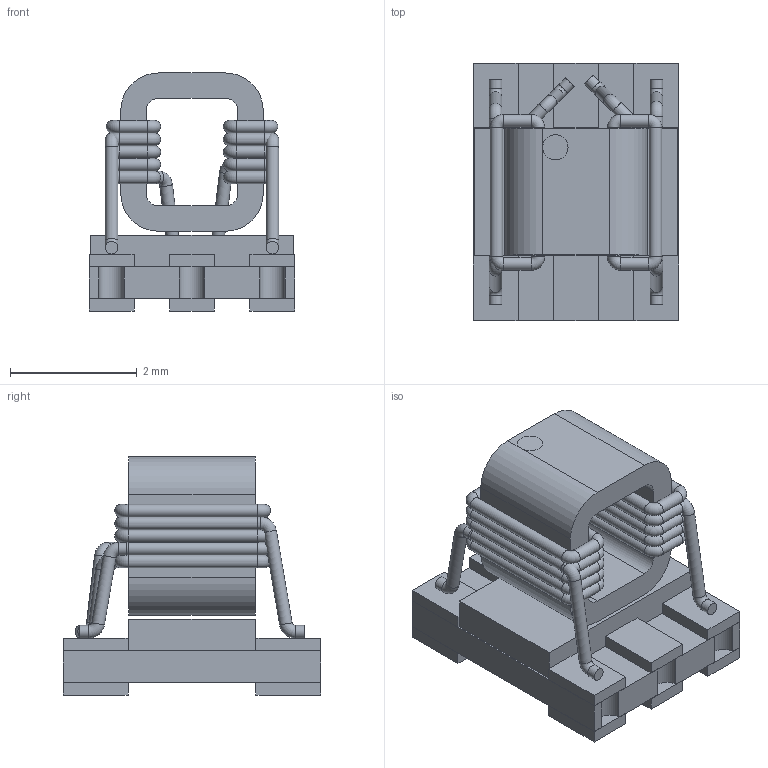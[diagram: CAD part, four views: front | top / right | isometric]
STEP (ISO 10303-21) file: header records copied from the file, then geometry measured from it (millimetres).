
FILE_DESCRIPTION(/* description */ (''),/* implementation_level */ '2;1');
FILE_NAME(/* name */ 'XFMR_MINI-CIRCUITS_DB714.stp',/* time_stamp */ '2017-01-17T11:58:27+01:00',/* author */ ('jchouvet'),/* organization */ (''),/* preprocessor_version */ 'ST-DEVELOPER v16.1',/* originating_system */ 'AutoCAD Mechanical',/* authorisation */ '');
FILE_SCHEMA (('AUTOMOTIVE_DESIGN { 1 0 10303 214 3 1 1 }'));
Length unit declared in the file: millimetre
Products named in the file (1): Product
Bounding box: 3.25 x 4.06 x 3.76 mm (x, y, z)
Volume: 19.3 mm3; surface area: 155.3 mm2
Topology: 32 solids, 32 shells, 241 faces, 488 edges, 291 vertices
Faces by surface type: plane 115, cylinder 74, torus 52
Full cylindrical faces by diameter (mm): 0.2 x58, 0.4 x2
Entity records: 5652 total; most frequent: DIRECTION 1005, CARTESIAN_POINT 903, ORIENTED_EDGE 746, AXIS2_PLACEMENT_3D 390, EDGE_CURVE 373, EDGE_LOOP 355, VERTEX_POINT 288, FACE_OUTER_BOUND 241
